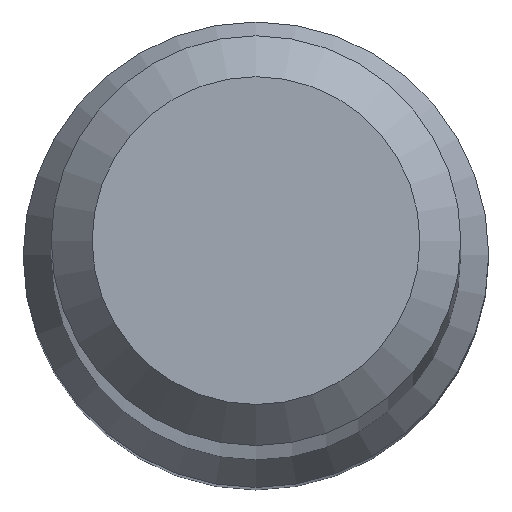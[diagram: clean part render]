
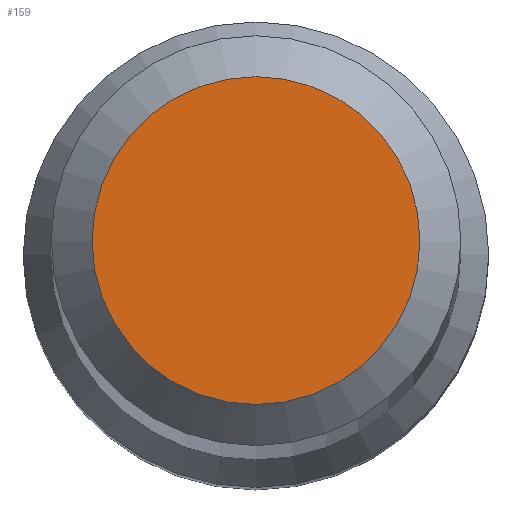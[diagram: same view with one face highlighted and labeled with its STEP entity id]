
A CAD part, top view. The second image highlights one B-rep face of the part: STEP entity #159.
In plain terms, the highlighted planar face has unit normal (0, 0, 1).
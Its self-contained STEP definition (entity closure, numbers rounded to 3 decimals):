
#13 = EDGE_CURVE ( 'NONE', #29, #29, #61, .T. ) ;
#16 = DIRECTION ( 'NONE',  ( 0., 1., 0. ) ) ;
#29 = VERTEX_POINT ( 'NONE', #68 ) ;
#45 = DIRECTION ( 'NONE',  ( 0., 0., 1. ) ) ;
#61 = CIRCLE ( 'NONE', #195, 1.2 ) ;
#63 = EDGE_LOOP ( 'NONE', ( #223 ) ) ;
#68 = CARTESIAN_POINT ( 'NONE',  ( 0., 1.2, 70. ) ) ;
#101 = CARTESIAN_POINT ( 'NONE',  ( 0., 0., 70. ) ) ;
#121 = DIRECTION ( 'NONE',  ( 0., -1., 0. ) ) ;
#125 = FACE_OUTER_BOUND ( 'NONE', #63, .T. ) ;
#154 = DIRECTION ( 'NONE',  ( 0., 0., -1. ) ) ;
#159 = ADVANCED_FACE ( 'NONE', ( #125 ), #161, .T. ) ;
#161 = PLANE ( 'NONE',  #238 ) ;
#174 = CARTESIAN_POINT ( 'NONE',  ( 0., 0., 70. ) ) ;
#195 = AXIS2_PLACEMENT_3D ( 'NONE', #174, #154, #16 ) ;
#223 = ORIENTED_EDGE ( 'NONE', *, *, #13, .F. ) ;
#238 = AXIS2_PLACEMENT_3D ( 'NONE', #101, #45, #121 ) ;
